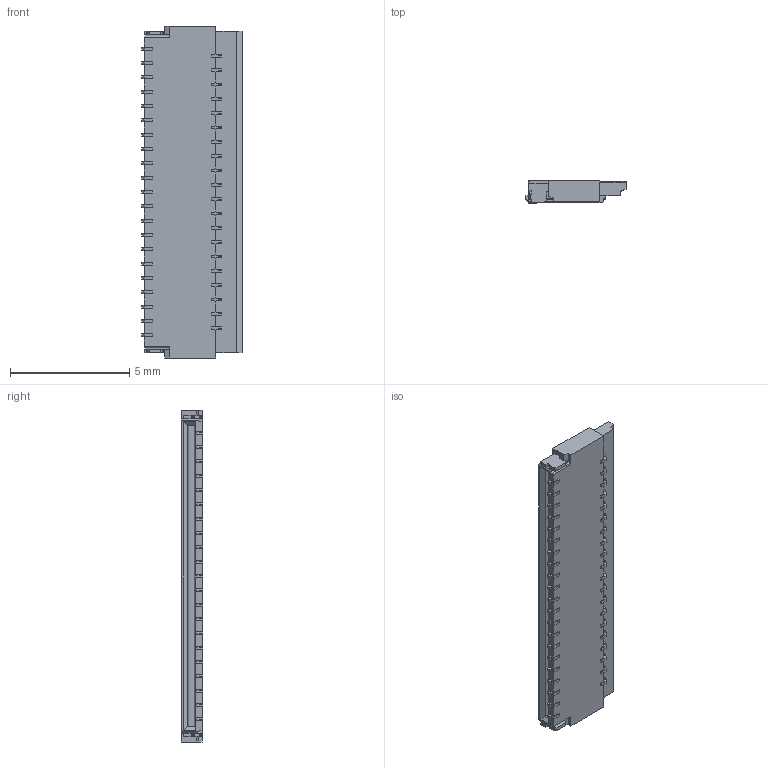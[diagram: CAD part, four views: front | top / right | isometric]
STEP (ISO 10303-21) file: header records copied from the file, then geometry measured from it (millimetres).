
FILE_DESCRIPTION(('CoCreate Modeling STEP Export'),'2;1');
FILE_NAME('FH35-41S-0.3SHW_simplify.stp','2010-07-30T13:16:17',(''),(''),'CoCreate Modeling STEP processor for AP214 (Solid Model)','CoCreate Modeling 17.0 01-Apr-2010 (C) Parametric Technology GmbH','');
FILE_SCHEMA(('AUTOMOTIVE_DESIGN { 1 0 10303 214 1 1 1 1 }'));
Length unit declared in the file: millimetre
Products named in the file (1): FH35-41S-03SHW
Bounding box: 4.2 x 0.9 x 13.9 mm (x, y, z)
Volume: 34.3 mm3; surface area: 213.3 mm2
Topology: 1 solids, 1 shells, 793 faces, 2539 edges, 1690 vertices
Faces by surface type: plane 694, cylinder 99
Entity records: 27165 total; most frequent: ORIENTED_EDGE 5078, CARTESIAN_POINT 4872, DIRECTION 4170, EDGE_CURVE 2539, VECTOR 2194, LINE 2194, VERTEX_POINT 1690, AXIS2_PLACEMENT_3D 988
